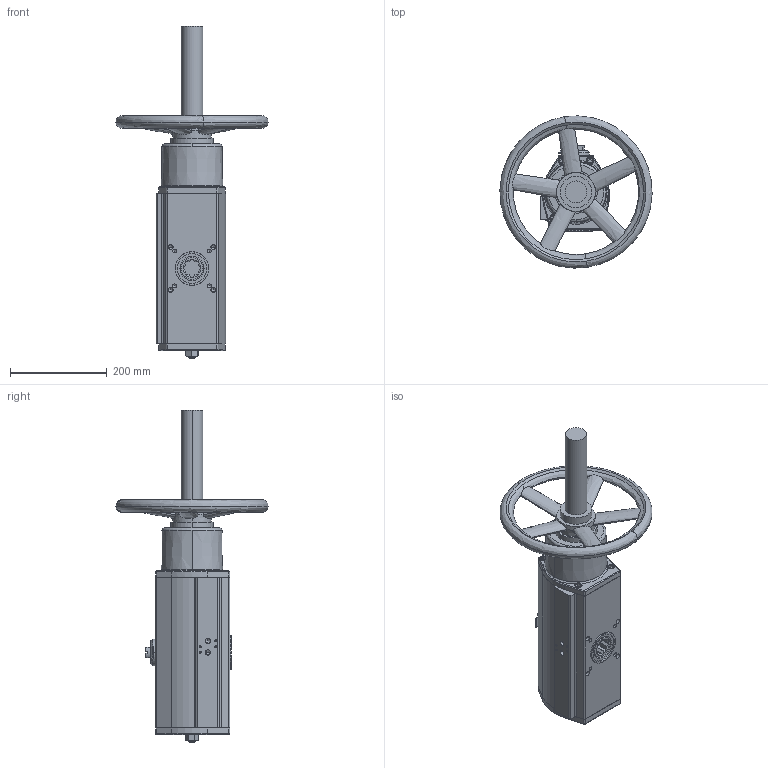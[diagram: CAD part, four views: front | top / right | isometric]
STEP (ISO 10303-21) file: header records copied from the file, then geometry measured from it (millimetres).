
FILE_DESCRIPTION (( 'STEP AP203' ), '1' );
FILE_NAME ('008328.STEP', '2018-08-13T12:37:08', ( '' ), ( '' ), 'SwSTEP 2.0', 'SolidWorks 2018', '' );
FILE_SCHEMA (( 'CONFIG_CONTROL_DESIGN' ));
Length unit declared in the file: millimetre
Products named in the file (1): 008328
Bounding box: 314.91 x 314.91 x 686.7 mm (x, y, z)
Volume: 8641052.2 mm3; surface area: 425678.1 mm2
Topology: 1 solids, 3 shells, 477 faces, 1260 edges, 798 vertices
Faces by surface type: plane 185, cylinder 154, cone 78, torus 39, bspline 21
Entity records: 19907 total; most frequent: CARTESIAN_POINT 8109, DIRECTION 2478, ORIENTED_EDGE 2448, EDGE_CURVE 1224, AXIS2_PLACEMENT_3D 945, VERTEX_POINT 798, LINE 588, VECTOR 588
